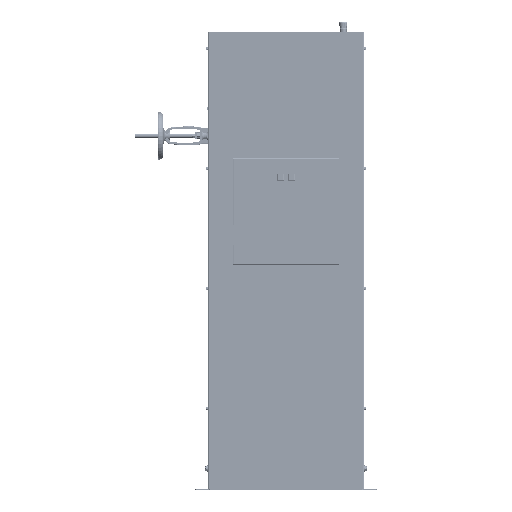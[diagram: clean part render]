
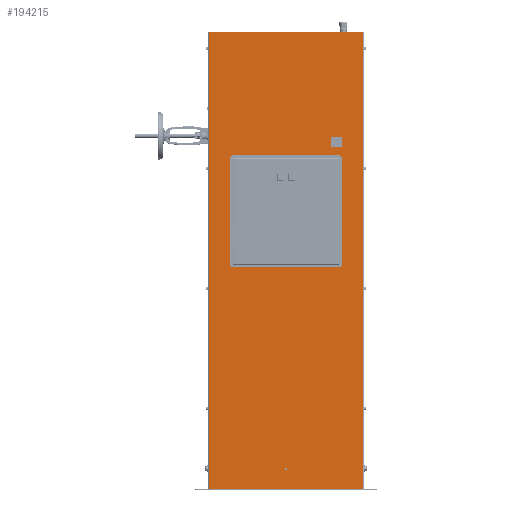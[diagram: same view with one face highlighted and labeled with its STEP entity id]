
A CAD part, front view. The second image highlights one B-rep face of the part: STEP entity #194215.
In plain terms, the highlighted planar face has unit normal (0, -1, 0).
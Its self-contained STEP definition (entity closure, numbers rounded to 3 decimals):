
#2734=FACE_BOUND('',#20329,.T.);
#2735=FACE_BOUND('',#20330,.T.);
#2736=FACE_BOUND('',#20331,.T.);
#9886=FACE_OUTER_BOUND('',#20328,.T.);
#20328=EDGE_LOOP('',(#125148,#125149,#125150,#125151));
#20329=EDGE_LOOP('',(#125152,#125153,#125154,#125155));
#20330=EDGE_LOOP('',(#125156,#125157,#125158,#125159));
#20331=EDGE_LOOP('',(#125160,#125161,#125162,#125163,#125164,#125165,#125166,
#125167));
#31065=CIRCLE('',#205199,4.);
#31066=CIRCLE('',#205202,4.);
#31099=CIRCLE('',#205277,10.);
#31100=CIRCLE('',#205280,10.);
#31101=CIRCLE('',#205283,10.);
#31102=CIRCLE('',#205286,10.);
#37103=LINE('',#275009,#55594);
#37107=LINE('',#275017,#55598);
#37110=LINE('',#275023,#55601);
#37113=LINE('',#275028,#55604);
#38037=LINE('',#279814,#56528);
#38040=LINE('',#279821,#56531);
#38107=LINE('',#280022,#56598);
#38111=LINE('',#280031,#56602);
#38113=LINE('',#280038,#56604);
#38116=LINE('',#280045,#56607);
#38140=LINE('',#280109,#56631);
#38144=LINE('',#280125,#56635);
#38148=LINE('',#280131,#56639);
#38149=LINE('',#280132,#56640);
#55594=VECTOR('',#221545,10.);
#55598=VECTOR('',#221551,10.);
#55601=VECTOR('',#221556,10.);
#55604=VECTOR('',#221561,10.);
#56528=VECTOR('',#225089,10.);
#56531=VECTOR('',#225098,10.);
#56598=VECTOR('',#225315,10.);
#56602=VECTOR('',#225325,10.);
#56604=VECTOR('',#225333,10.);
#56607=VECTOR('',#225342,10.);
#56631=VECTOR('',#225404,10.);
#56635=VECTOR('',#225428,10.);
#56639=VECTOR('',#225434,10.);
#56640=VECTOR('',#225435,10.);
#74147=VERTEX_POINT('',#274622);
#74234=VERTEX_POINT('',#275007);
#74235=VERTEX_POINT('',#275008);
#74238=VERTEX_POINT('',#275016);
#74240=VERTEX_POINT('',#275022);
#75431=VERTEX_POINT('',#279807);
#75432=VERTEX_POINT('',#279808);
#75433=VERTEX_POINT('',#279813);
#75434=VERTEX_POINT('',#279817);
#75491=VERTEX_POINT('',#280015);
#75492=VERTEX_POINT('',#280016);
#75493=VERTEX_POINT('',#280021);
#75494=VERTEX_POINT('',#280025);
#75495=VERTEX_POINT('',#280026);
#75496=VERTEX_POINT('',#280033);
#75497=VERTEX_POINT('',#280037);
#75498=VERTEX_POINT('',#280041);
#75519=VERTEX_POINT('',#280108);
#75521=VERTEX_POINT('',#280124);
#75522=VERTEX_POINT('',#280130);
#92470=EDGE_CURVE('',#74234,#74235,#37103,.T.);
#92474=EDGE_CURVE('',#74238,#74234,#37107,.T.);
#92477=EDGE_CURVE('',#74240,#74238,#37110,.T.);
#92480=EDGE_CURVE('',#74235,#74240,#37113,.T.);
#94370=EDGE_CURVE('',#75431,#75432,#31065,.T.);
#94373=EDGE_CURVE('',#75433,#75431,#38037,.T.);
#94375=EDGE_CURVE('',#75434,#75433,#31066,.T.);
#94377=EDGE_CURVE('',#75432,#75434,#38040,.T.);
#94474=EDGE_CURVE('',#75491,#75492,#31099,.T.);
#94477=EDGE_CURVE('',#75493,#75492,#38107,.T.);
#94479=EDGE_CURVE('',#75494,#75495,#31100,.T.);
#94482=EDGE_CURVE('',#75491,#75495,#38111,.T.);
#94483=EDGE_CURVE('',#75493,#75496,#31101,.T.);
#94485=EDGE_CURVE('',#75497,#75496,#38113,.T.);
#94487=EDGE_CURVE('',#75497,#75498,#31102,.T.);
#94489=EDGE_CURVE('',#75494,#75498,#38116,.T.);
#94521=EDGE_CURVE('',#75519,#74147,#38140,.T.);
#94529=EDGE_CURVE('',#75521,#75519,#38144,.T.);
#94533=EDGE_CURVE('',#74147,#75522,#38148,.T.);
#94534=EDGE_CURVE('',#75522,#75521,#38149,.T.);
#125148=ORIENTED_EDGE('',*,*,#94521,.T.);
#125149=ORIENTED_EDGE('',*,*,#94533,.T.);
#125150=ORIENTED_EDGE('',*,*,#94534,.T.);
#125151=ORIENTED_EDGE('',*,*,#94529,.T.);
#125152=ORIENTED_EDGE('',*,*,#92470,.T.);
#125153=ORIENTED_EDGE('',*,*,#92480,.T.);
#125154=ORIENTED_EDGE('',*,*,#92477,.T.);
#125155=ORIENTED_EDGE('',*,*,#92474,.T.);
#125156=ORIENTED_EDGE('',*,*,#94370,.T.);
#125157=ORIENTED_EDGE('',*,*,#94377,.T.);
#125158=ORIENTED_EDGE('',*,*,#94375,.T.);
#125159=ORIENTED_EDGE('',*,*,#94373,.T.);
#125160=ORIENTED_EDGE('',*,*,#94485,.T.);
#125161=ORIENTED_EDGE('',*,*,#94483,.F.);
#125162=ORIENTED_EDGE('',*,*,#94477,.T.);
#125163=ORIENTED_EDGE('',*,*,#94474,.F.);
#125164=ORIENTED_EDGE('',*,*,#94482,.T.);
#125165=ORIENTED_EDGE('',*,*,#94479,.F.);
#125166=ORIENTED_EDGE('',*,*,#94489,.T.);
#125167=ORIENTED_EDGE('',*,*,#94487,.F.);
#177328=PLANE('',#205317);
#194215=ADVANCED_FACE('',(#9886,#2734,#2735,#2736),#177328,.F.);
#205199=AXIS2_PLACEMENT_3D('',#279809,#225083,#225084);
#205202=AXIS2_PLACEMENT_3D('',#279818,#225093,#225094);
#205277=AXIS2_PLACEMENT_3D('',#280017,#225309,#225310);
#205280=AXIS2_PLACEMENT_3D('',#280027,#225319,#225320);
#205283=AXIS2_PLACEMENT_3D('',#280034,#225328,#225329);
#205286=AXIS2_PLACEMENT_3D('',#280042,#225337,#225338);
#205317=AXIS2_PLACEMENT_3D('',#280129,#225432,#225433);
#221545=DIRECTION('',(0.,0.,-1.));
#221551=DIRECTION('',(1.,0.,0.));
#221556=DIRECTION('',(0.,0.,1.));
#221561=DIRECTION('',(-1.,0.,0.));
#225083=DIRECTION('center_axis',(0.,1.,0.));
#225084=DIRECTION('ref_axis',(0.,0.,
-1.));
#225089=DIRECTION('',(-1.,0.,0.));
#225093=DIRECTION('center_axis',(0.,1.,0.));
#225094=DIRECTION('ref_axis',(0.,0.,
1.));
#225098=DIRECTION('',(1.,0.,0.));
#225309=DIRECTION('center_axis',(0.,-1.,0.));
#225310=DIRECTION('ref_axis',(0.707,0.,0.707));
#225315=DIRECTION('',(1.,0.,0.));
#225319=DIRECTION('center_axis',(0.,-1.,0.));
#225320=DIRECTION('ref_axis',(0.707,0.,-0.707));
#225325=DIRECTION('',(0.,0.,-1.));
#225328=DIRECTION('center_axis',(0.,-1.,0.));
#225329=DIRECTION('ref_axis',(-0.707,0.,0.707));
#225333=DIRECTION('',(0.,0.,1.));
#225337=DIRECTION('center_axis',(0.,-1.,0.));
#225338=DIRECTION('ref_axis',(-0.707,0.,
-0.707));
#225342=DIRECTION('',(-1.,0.,0.));
#225404=DIRECTION('',(0.,0.,1.));
#225428=DIRECTION('',(1.,0.,0.));
#225432=DIRECTION('center_axis',(0.,1.,0.));
#225433=DIRECTION('ref_axis',(0.,0.,
1.));
#225434=DIRECTION('',(-1.,0.,0.));
#225435=DIRECTION('',(0.,0.,-1.));
#274622=CARTESIAN_POINT('',(288.4,-491.,1720.));
#275007=CARTESIAN_POINT('',(210.,-491.,1325.));
#275008=CARTESIAN_POINT('',(210.,-491.,1285.));
#275009=CARTESIAN_POINT('',(210.,-491.,1073.75));
#275016=CARTESIAN_POINT('',(170.,-491.,1325.));
#275017=CARTESIAN_POINT('',(105.,-491.,1325.));
#275022=CARTESIAN_POINT('',(170.,-491.,1285.));
#275023=CARTESIAN_POINT('',(170.,-491.,1093.75));
#275028=CARTESIAN_POINT('',(85.,-491.,1285.));
#279807=CARTESIAN_POINT('',(-1.,-491.,76.));
#279808=CARTESIAN_POINT('',(-1.,-491.,84.));
#279809=CARTESIAN_POINT('Origin',(-1.,-491.,80.));
#279813=CARTESIAN_POINT('',(1.,-491.,76.));
#279814=CARTESIAN_POINT('',(0.5,-491.,76.));
#279817=CARTESIAN_POINT('',(1.,-491.,84.));
#279818=CARTESIAN_POINT('Origin',(1.,-491.,80.));
#279821=CARTESIAN_POINT('',(-0.5,-491.,84.));
#280015=CARTESIAN_POINT('',(210.,-491.,1245.));
#280016=CARTESIAN_POINT('',(200.,-491.,1255.));
#280017=CARTESIAN_POINT('Origin',(200.,-491.,1245.));
#280021=CARTESIAN_POINT('',(-200.,-491.,1255.));
#280022=CARTESIAN_POINT('',(-105.,-491.,1255.));
#280025=CARTESIAN_POINT('',(200.,-491.,835.));
#280026=CARTESIAN_POINT('',(210.,-491.,845.));
#280027=CARTESIAN_POINT('Origin',(200.,-491.,845.));
#280031=CARTESIAN_POINT('',(210.,-491.,1058.75));
#280033=CARTESIAN_POINT('',(-210.,-491.,1245.));
#280034=CARTESIAN_POINT('Origin',(-200.,-491.,1245.));
#280037=CARTESIAN_POINT('',(-210.,-491.,845.));
#280038=CARTESIAN_POINT('',(-210.,-491.,848.75));
#280041=CARTESIAN_POINT('',(-200.,-491.,835.));
#280042=CARTESIAN_POINT('Origin',(-200.,-491.,845.));
#280045=CARTESIAN_POINT('',(105.,-491.,835.));
#280108=CARTESIAN_POINT('',(288.4,-491.,5.));
#280109=CARTESIAN_POINT('',(288.4,-491.,433.75));
#280124=CARTESIAN_POINT('',(-288.4,-491.,5.));
#280125=CARTESIAN_POINT('',(-292.4,-491.,5.));
#280129=CARTESIAN_POINT('Origin',(0.,-491.,
862.5));
#280130=CARTESIAN_POINT('',(-288.4,-491.,1720.));
#280131=CARTESIAN_POINT('',(292.4,-491.,1720.));
#280132=CARTESIAN_POINT('',(-288.4,-491.,1291.25));
